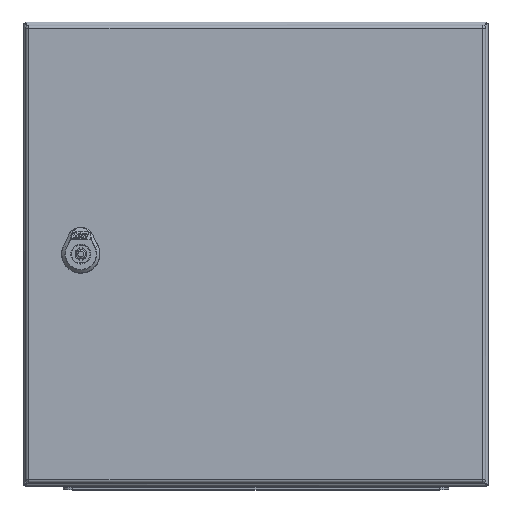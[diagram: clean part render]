
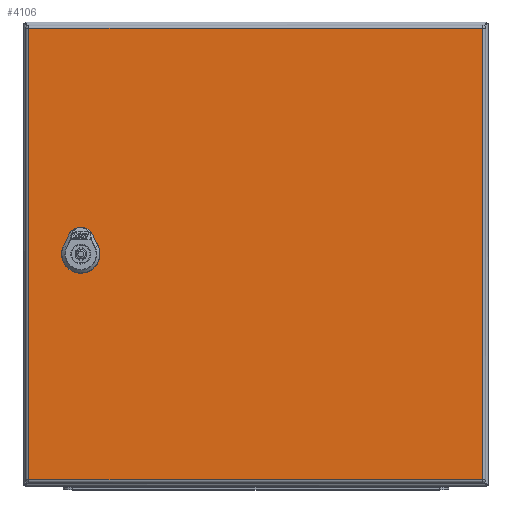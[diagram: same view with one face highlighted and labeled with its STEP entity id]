
A CAD part, top view. The second image highlights one B-rep face of the part: STEP entity #4106.
In plain terms, the highlighted face is planar.
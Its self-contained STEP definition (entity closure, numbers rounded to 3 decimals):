
#720=FACE_BOUND('',#6360,.T.);
#721=FACE_BOUND('',#6361,.T.);
#4106=ADVANCED_FACE('',(#720,#721),#4829,.F.);
#4829=PLANE('',#19298);
#6360=EDGE_LOOP('',(#10325,#10326,#10327,#10328,#10329,#10330,#10331,#10332));
#6361=EDGE_LOOP('',(#10333,#10334,#10335,#10336));
#7359=CIRCLE('',#19294,11.25);
#7360=CIRCLE('',#19295,11.25);
#7361=CIRCLE('',#19296,11.25);
#7362=CIRCLE('',#19297,11.25);
#10325=ORIENTED_EDGE('',*,*,#15127,.T.);
#10326=ORIENTED_EDGE('',*,*,#15128,.T.);
#10327=ORIENTED_EDGE('',*,*,#15129,.T.);
#10328=ORIENTED_EDGE('',*,*,#15130,.T.);
#10329=ORIENTED_EDGE('',*,*,#15131,.T.);
#10330=ORIENTED_EDGE('',*,*,#15132,.T.);
#10331=ORIENTED_EDGE('',*,*,#15133,.T.);
#10332=ORIENTED_EDGE('',*,*,#15134,.T.);
#10333=ORIENTED_EDGE('',*,*,#15135,.T.);
#10334=ORIENTED_EDGE('',*,*,#15136,.T.);
#10335=ORIENTED_EDGE('',*,*,#15137,.T.);
#10336=ORIENTED_EDGE('',*,*,#15138,.T.);
#13270=VERTEX_POINT('',#31804);
#13271=VERTEX_POINT('',#31805);
#13272=VERTEX_POINT('',#31807);
#13273=VERTEX_POINT('',#31809);
#13274=VERTEX_POINT('',#31811);
#13275=VERTEX_POINT('',#31813);
#13276=VERTEX_POINT('',#31815);
#13277=VERTEX_POINT('',#31817);
#13278=VERTEX_POINT('',#31820);
#13279=VERTEX_POINT('',#31821);
#13280=VERTEX_POINT('',#31823);
#13281=VERTEX_POINT('',#31825);
#15127=EDGE_CURVE('',#13270,#13271,#16836,.T.);
#15128=EDGE_CURVE('',#13271,#13272,#7359,.T.);
#15129=EDGE_CURVE('',#13272,#13273,#16837,.T.);
#15130=EDGE_CURVE('',#13273,#13274,#7360,.T.);
#15131=EDGE_CURVE('',#13274,#13275,#16838,.T.);
#15132=EDGE_CURVE('',#13275,#13276,#7361,.T.);
#15133=EDGE_CURVE('',#13276,#13277,#16839,.T.);
#15134=EDGE_CURVE('',#13277,#13270,#7362,.T.);
#15135=EDGE_CURVE('',#13278,#13279,#16840,.T.);
#15136=EDGE_CURVE('',#13279,#13280,#16841,.T.);
#15137=EDGE_CURVE('',#13280,#13281,#16842,.T.);
#15138=EDGE_CURVE('',#13281,#13278,#16843,.T.);
#16836=LINE('',#31803,#18010);
#16837=LINE('',#31808,#18011);
#16838=LINE('',#31812,#18012);
#16839=LINE('',#31816,#18013);
#16840=LINE('',#31819,#18014);
#16841=LINE('',#31822,#18015);
#16842=LINE('',#31824,#18016);
#16843=LINE('',#31826,#18017);
#18010=VECTOR('',#22165,1.);
#18011=VECTOR('',#22168,1.);
#18012=VECTOR('',#22171,1.);
#18013=VECTOR('',#22174,1.);
#18014=VECTOR('',#22177,1.);
#18015=VECTOR('',#22178,1.);
#18016=VECTOR('',#22179,1.);
#18017=VECTOR('',#22180,1.);
#19294=AXIS2_PLACEMENT_3D('',#31806,#22166,#22167);
#19295=AXIS2_PLACEMENT_3D('',#31810,#22169,#22170);
#19296=AXIS2_PLACEMENT_3D('',#31814,#22172,#22173);
#19297=AXIS2_PLACEMENT_3D('',#31818,#22175,#22176);
#19298=AXIS2_PLACEMENT_3D('',#31827,#22181,#22182);
#22165=DIRECTION('',(-1.,0.,0.));
#22166=DIRECTION('',(0.,0.,1.));
#22167=DIRECTION('',(1.,0.,0.));
#22168=DIRECTION('',(0.,-1.,0.));
#22169=DIRECTION('',(0.,0.,1.));
#22170=DIRECTION('',(1.,0.,0.));
#22171=DIRECTION('',(1.,0.,0.));
#22172=DIRECTION('',(0.,0.,1.));
#22173=DIRECTION('',(1.,0.,0.));
#22174=DIRECTION('',(0.,1.,0.));
#22175=DIRECTION('',(0.,0.,1.));
#22176=DIRECTION('',(1.,0.,0.));
#22177=DIRECTION('',(0.,1.,0.));
#22178=DIRECTION('',(1.,0.,0.));
#22179=DIRECTION('',(0.,-1.,0.));
#22180=DIRECTION('',(-1.,0.,0.));
#22181=DIRECTION('',(0.,0.,1.));
#22182=DIRECTION('',(1.,0.,0.));
#31803=CARTESIAN_POINT('',(-195.65,10.2,0.));
#31804=CARTESIAN_POINT('',(155.396,10.2,0.));
#31805=CARTESIAN_POINT('',(145.904,10.2,0.));
#31806=CARTESIAN_POINT('',(150.65,0.,0.));
#31807=CARTESIAN_POINT('',(140.45,4.746,0.));
#31808=CARTESIAN_POINT('',(140.45,-194.7,0.));
#31809=CARTESIAN_POINT('',(140.45,-4.746,0.));
#31810=CARTESIAN_POINT('',(150.65,0.,0.));
#31811=CARTESIAN_POINT('',(145.904,-10.2,0.));
#31812=CARTESIAN_POINT('',(-195.65,-10.2,0.));
#31813=CARTESIAN_POINT('',(155.396,-10.2,0.));
#31814=CARTESIAN_POINT('',(150.65,0.,0.));
#31815=CARTESIAN_POINT('',(160.85,-4.746,0.));
#31816=CARTESIAN_POINT('',(160.85,-194.7,0.));
#31817=CARTESIAN_POINT('',(160.85,4.746,0.));
#31818=CARTESIAN_POINT('',(150.65,0.,0.));
#31819=CARTESIAN_POINT('',(-195.35,-194.7,0.));
#31820=CARTESIAN_POINT('',(-195.35,-194.4,0.));
#31821=CARTESIAN_POINT('',(-195.35,194.4,0.));
#31822=CARTESIAN_POINT('',(-195.65,194.4,0.));
#31823=CARTESIAN_POINT('',(195.35,194.4,0.));
#31824=CARTESIAN_POINT('',(195.35,-194.7,0.));
#31825=CARTESIAN_POINT('',(195.35,-194.4,0.));
#31826=CARTESIAN_POINT('',(-195.65,-194.4,0.));
#31827=CARTESIAN_POINT('',(-195.65,-194.7,0.));
